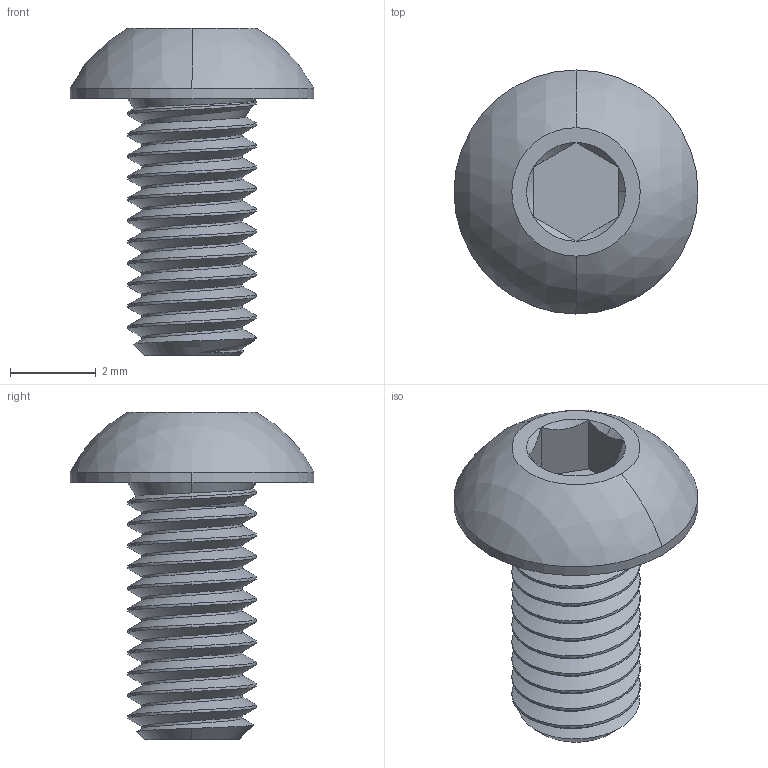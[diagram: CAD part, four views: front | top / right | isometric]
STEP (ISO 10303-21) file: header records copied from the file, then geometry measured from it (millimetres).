
FILE_DESCRIPTION (( 'STEP AP203' ), '1' );
FILE_NAME ('91239A111_Button Head Hex Drive Screw.STEP', '2021-07-08T16:25:02', ( 'Administrator' ), ( 'Managed by Terraform' ), 'SwSTEP 2.0', 'SolidWorks 2017', '' );
FILE_SCHEMA (( 'CONFIG_CONTROL_DESIGN' ));
Length unit declared in the file: millimetre
Products named in the file (1): 91239A111_Button Head Hex Drive Screw
Bounding box: 5.7 x 5.7 x 7.65 mm (x, y, z)
Volume: 59.6 mm3; surface area: 157.2 mm2
Topology: 1 solids, 1 shells, 55 faces, 138 edges, 87 vertices
Faces by surface type: cylinder 26, cone 14, plane 10, bspline 3, sphere 2
Entity records: 3256 total; most frequent: CARTESIAN_POINT 2042, ORIENTED_EDGE 276, DIRECTION 200, EDGE_CURVE 138, VERTEX_POINT 87, AXIS2_PLACEMENT_3D 78, EDGE_LOOP 57, ADVANCED_FACE 55
